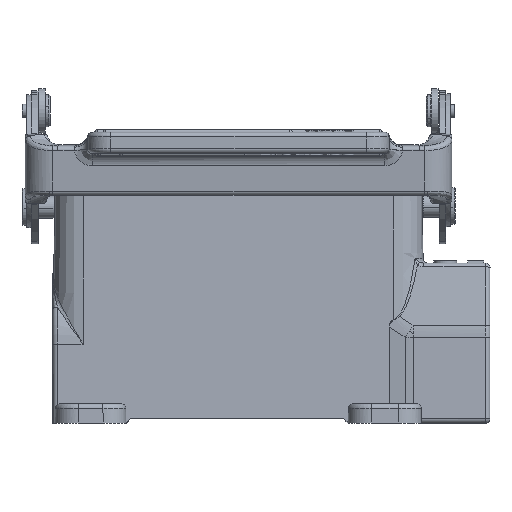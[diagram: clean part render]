
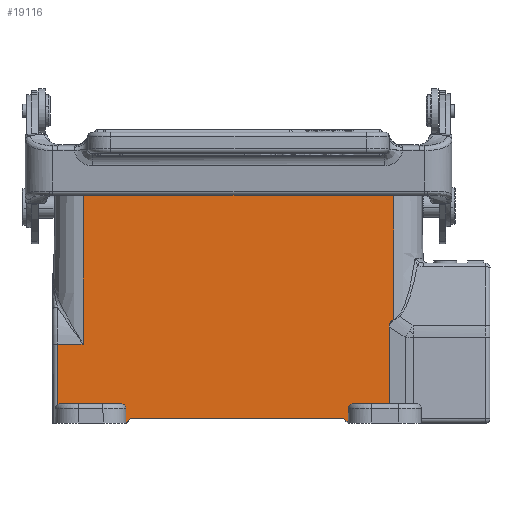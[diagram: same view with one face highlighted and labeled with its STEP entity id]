
A CAD part, top view. The second image highlights one B-rep face of the part: STEP entity #19116.
In plain terms, the highlighted planar face has unit normal (0, 0.018, 1).
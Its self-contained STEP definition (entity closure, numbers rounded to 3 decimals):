
#808=DIRECTION('',(-0.707,0.707,-0.012));
#809=VECTOR('',#808,1.414);
#810=CARTESIAN_POINT('',(24.,-58.5,15.745));
#811=LINE('',#810,#809);
#812=DIRECTION('',(-1.,0.,0.));
#813=VECTOR('',#812,46.6);
#814=CARTESIAN_POINT('',(23.,-57.5,15.727));
#815=LINE('',#814,#813);
#816=DIRECTION('',(-0.707,-0.707,0.012));
#817=VECTOR('',#816,1.414);
#818=CARTESIAN_POINT('',(-23.6,-57.5,15.727));
#819=LINE('',#818,#817);
#840=DIRECTION('',(0.,1.,-0.017));
#841=VECTOR('',#840,33.824);
#842=CARTESIAN_POINT('',(34.,-35.81,15.349));
#843=LINE('',#842,#841);
#2413=DIRECTION('',(-1.,0.,0.));
#2414=VECTOR('',#2413,68.);
#2415=CARTESIAN_POINT('',(34.,-1.991,14.759));
#2416=LINE('',#2415,#2414);
#2601=DIRECTION('',(0.,-1.,0.017));
#2602=VECTOR('',#2601,39.245);
#2603=CARTESIAN_POINT('',(-34.,-1.991,
14.759));
#2604=LINE('',#2603,#2602);
#2635=DIRECTION('',(-1.,0.,0.));
#2636=VECTOR('',#2635,5.6);
#2637=CARTESIAN_POINT('',(-34.,-41.23,
15.443));
#2638=LINE('',#2637,#2636);
#2714=DIRECTION('',(0.,-1.,0.017));
#2715=VECTOR('',#2714,13.24);
#2716=CARTESIAN_POINT('',(-39.6,-41.23,15.443));
#2717=LINE('',#2716,#2715);
#2736=CARTESIAN_POINT('',(-39.6,-54.469,15.675));
#2737=CARTESIAN_POINT('',(-39.432,-54.356,
15.673));
#2738=CARTESIAN_POINT('',(-39.246,-54.3,
15.672));
#2739=CARTESIAN_POINT('',(-39.044,-54.3,
15.672));
#2777=CARTESIAN_POINT('',(-25.656,-54.3,
15.672));
#2778=CARTESIAN_POINT('',(-25.549,-54.3,
15.672));
#2779=CARTESIAN_POINT('',(-25.347,-54.332,
15.672));
#2780=CARTESIAN_POINT('',(-25.064,-54.474,
15.675));
#2781=CARTESIAN_POINT('',(-24.84,-54.694,
15.678));
#2782=CARTESIAN_POINT('',(-24.694,-54.974,
15.683));
#2783=CARTESIAN_POINT('',(-24.658,-55.176,
15.687));
#2784=CARTESIAN_POINT('',(-24.656,-55.283,
15.689));
#2800=DIRECTION('',(1.,0.,0.));
#2801=VECTOR('',#2800,13.388);
#2802=CARTESIAN_POINT('',(-39.044,-54.3,
15.672));
#2803=LINE('',#2802,#2801);
#2939=DIRECTION('',(0.017,-1.,0.017));
#2940=VECTOR('',#2939,3.218);
#2941=CARTESIAN_POINT('',(-24.656,-55.283,
15.689));
#2942=LINE('',#2941,#2940);
#13367=DIRECTION('',(0.017,1.,-0.017));
#13368=VECTOR('',#13367,3.218);
#13369=CARTESIAN_POINT('',(24.,-58.5,
15.745));
#13370=LINE('',#13369,#13368);
#13437=CARTESIAN_POINT('',(24.056,-55.283,
15.689));
#13438=CARTESIAN_POINT('',(24.058,-55.176,
15.687));
#13439=CARTESIAN_POINT('',(24.094,-54.974,
15.683));
#13440=CARTESIAN_POINT('',(24.24,-54.694,
15.678));
#13441=CARTESIAN_POINT('',(24.464,-54.474,
15.675));
#13442=CARTESIAN_POINT('',(24.747,-54.332,
15.672));
#13443=CARTESIAN_POINT('',(24.949,-54.3,
15.672));
#13444=CARTESIAN_POINT('',(25.056,-54.3,
15.672));
#13450=DIRECTION('',(1.,0.,0.));
#13451=VECTOR('',#13450,7.885);
#13452=CARTESIAN_POINT('',(25.056,-54.3,
15.672));
#13453=LINE('',#13452,#13451);
#13496=DIRECTION('',(0.,1.,-0.017));
#13497=VECTOR('',#13496,16.807);
#13498=CARTESIAN_POINT('',(32.941,-54.3,
15.672));
#13499=LINE('',#13498,#13497);
#13513=CARTESIAN_POINT('',(32.941,-37.496,
15.378));
#13514=CARTESIAN_POINT('',(32.941,-37.392,
15.377));
#13515=CARTESIAN_POINT('',(32.953,-37.195,
15.373));
#13516=CARTESIAN_POINT('',(33.005,-36.928,
15.368));
#13517=CARTESIAN_POINT('',(33.089,-36.687,
15.364));
#13518=CARTESIAN_POINT('',(33.203,-36.471,
15.36));
#13519=CARTESIAN_POINT('',(33.348,-36.276,
15.357));
#13520=CARTESIAN_POINT('',(33.526,-36.1,
15.354));
#13521=CARTESIAN_POINT('',(33.74,-35.944,
15.351));
#13522=CARTESIAN_POINT('',(33.909,-35.852,
15.35));
#13523=CARTESIAN_POINT('',(34.,-35.81,
15.349));
#15441=CARTESIAN_POINT('',(23.,-57.5,
15.727));
#15442=VERTEX_POINT('',#15441);
#15443=CARTESIAN_POINT('',(24.,-58.5,
15.745));
#15444=VERTEX_POINT('',#15443);
#15445=CARTESIAN_POINT('',(-23.6,-57.5,
15.727));
#15446=VERTEX_POINT('',#15445);
#15456=CARTESIAN_POINT('',(34.,-35.81,
15.349));
#15457=CARTESIAN_POINT('',(34.,-1.991,
14.759));
#15458=VERTEX_POINT('',#15456);
#15459=VERTEX_POINT('',#15457);
#15460=VERTEX_POINT('',#13513);
#15461=CARTESIAN_POINT('',(32.941,-54.3,
15.672));
#15462=VERTEX_POINT('',#15461);
#15463=CARTESIAN_POINT('',(25.056,-54.3,
15.672));
#15464=VERTEX_POINT('',#15463);
#15465=VERTEX_POINT('',#13437);
#15466=CARTESIAN_POINT('',(-24.6,-58.5,
15.745));
#15467=VERTEX_POINT('',#15466);
#15468=CARTESIAN_POINT('',(-24.656,-55.283,
15.689));
#15469=VERTEX_POINT('',#15468);
#15470=VERTEX_POINT('',#2777);
#15471=CARTESIAN_POINT('',(-39.044,-54.3,
15.672));
#15472=VERTEX_POINT('',#15471);
#15473=VERTEX_POINT('',#2736);
#15474=CARTESIAN_POINT('',(-39.6,-41.23,15.443));
#15475=VERTEX_POINT('',#15474);
#15476=CARTESIAN_POINT('',(-34.,-41.23,
15.443));
#15477=VERTEX_POINT('',#15476);
#15478=CARTESIAN_POINT('',(-34.,-1.991,
14.759));
#15479=VERTEX_POINT('',#15478);
#19077=CARTESIAN_POINT('',(-2.8,-30.246,
15.252));
#19078=DIRECTION('',(0.,0.017,1.));
#19079=DIRECTION('',(0.,-1.,0.017));
#19080=AXIS2_PLACEMENT_3D('',#19077,#19078,#19079);
#19081=PLANE('',#19080);
#19083=ORIENTED_EDGE('',*,*,#19082,.F.);
#19085=ORIENTED_EDGE('',*,*,#19084,.F.);
#19087=ORIENTED_EDGE('',*,*,#19086,.F.);
#19089=ORIENTED_EDGE('',*,*,#19088,.F.);
#19091=ORIENTED_EDGE('',*,*,#19090,.F.);
#19093=ORIENTED_EDGE('',*,*,#19092,.F.);
#19094=ORIENTED_EDGE('',*,*,#19043,.T.);
#19095=ORIENTED_EDGE('',*,*,#19056,.T.);
#19097=ORIENTED_EDGE('',*,*,#19096,.T.);
#19099=ORIENTED_EDGE('',*,*,#19098,.F.);
#19101=ORIENTED_EDGE('',*,*,#19100,.F.);
#19103=ORIENTED_EDGE('',*,*,#19102,.F.);
#19105=ORIENTED_EDGE('',*,*,#19104,.F.);
#19107=ORIENTED_EDGE('',*,*,#19106,.F.);
#19109=ORIENTED_EDGE('',*,*,#19108,.F.);
#19111=ORIENTED_EDGE('',*,*,#19110,.F.);
#19113=ORIENTED_EDGE('',*,*,#19112,.F.);
#19114=EDGE_LOOP('',(#19083,#19085,#19087,#19089,#19091,#19093,#19094,#19095,
#19097,#19099,#19101,#19103,#19105,#19107,#19109,#19111,#19113));
#19115=FACE_OUTER_BOUND('',#19114,.F.);
#19116=ADVANCED_FACE('',(#19115),#19081,.T.);
#2740=B_SPLINE_CURVE_WITH_KNOTS('',3,(#2736,#2737,#2738,#2739),.UNSPECIFIED.,
.F.,.F.,(4,4),(0.,1.),.UNSPECIFIED.);
#2785=B_SPLINE_CURVE_WITH_KNOTS('',3,(#2777,#2778,#2779,#2780,#2781,#2782,#2783,
#2784),.UNSPECIFIED.,.F.,.F.,(4,1,1,1,1,4),(0.,0.2,0.4,0.6,0.8,1.),
.UNSPECIFIED.);
#13445=B_SPLINE_CURVE_WITH_KNOTS('',3,(#13437,#13438,#13439,#13440,#13441,
#13442,#13443,#13444),.UNSPECIFIED.,.F.,.F.,(4,1,1,1,1,4),(0.,0.2,0.4,
0.6,0.8,1.),.UNSPECIFIED.);
#13524=B_SPLINE_CURVE_WITH_KNOTS('',3,(#13513,#13514,#13515,#13516,#13517,
#13518,#13519,#13520,#13521,#13522,#13523),.UNSPECIFIED.,.F.,.F.,(4,1,1,1,1,1,1,
1,4),(0.,0.125,0.25,0.375,0.5,0.625,0.75,0.875,1.),
.UNSPECIFIED.);
#19043=EDGE_CURVE('',#15444,#15442,#811,.T.);
#19056=EDGE_CURVE('',#15442,#15446,#815,.T.);
#19082=EDGE_CURVE('',#15458,#15459,#843,.T.);
#19084=EDGE_CURVE('',#15460,#15458,#13524,.T.);
#19086=EDGE_CURVE('',#15462,#15460,#13499,.T.);
#19088=EDGE_CURVE('',#15464,#15462,#13453,.T.);
#19090=EDGE_CURVE('',#15465,#15464,#13445,.T.);
#19092=EDGE_CURVE('',#15444,#15465,#13370,.T.);
#19096=EDGE_CURVE('',#15446,#15467,#819,.T.);
#19098=EDGE_CURVE('',#15469,#15467,#2942,.T.);
#19100=EDGE_CURVE('',#15470,#15469,#2785,.T.);
#19102=EDGE_CURVE('',#15472,#15470,#2803,.T.);
#19104=EDGE_CURVE('',#15473,#15472,#2740,.T.);
#19106=EDGE_CURVE('',#15475,#15473,#2717,.T.);
#19108=EDGE_CURVE('',#15477,#15475,#2638,.T.);
#19110=EDGE_CURVE('',#15479,#15477,#2604,.T.);
#19112=EDGE_CURVE('',#15459,#15479,#2416,.T.);
